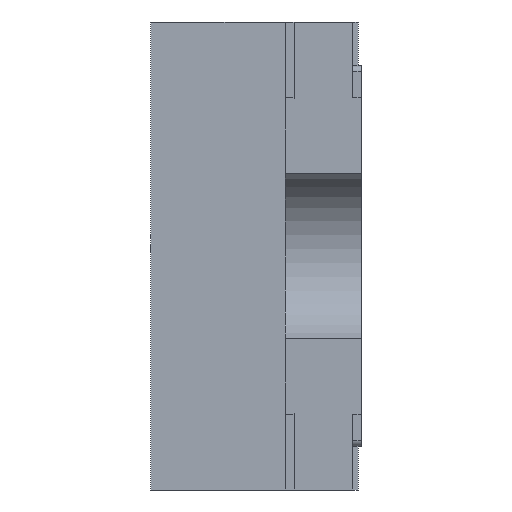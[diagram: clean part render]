
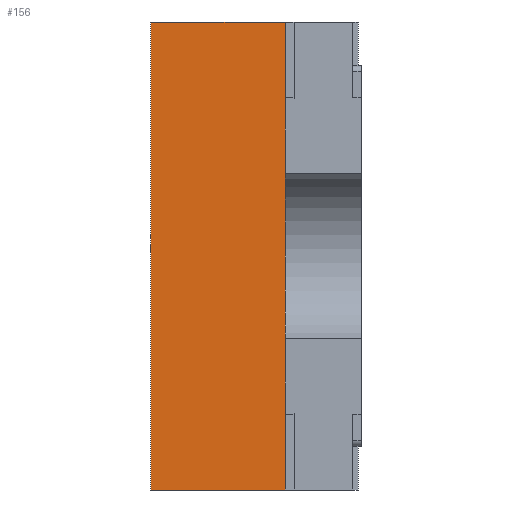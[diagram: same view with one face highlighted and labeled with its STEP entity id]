
A CAD part, left-side view. The second image highlights one B-rep face of the part: STEP entity #156.
In plain terms, the highlighted planar face has unit normal (-1, 0, 0).
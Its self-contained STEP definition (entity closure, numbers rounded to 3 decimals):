
#42 = AXIS2_PLACEMENT_3D ( 'NONE', #301, #293, #291 ) ;
#156 = ADVANCED_FACE ( 'NONE', ( #1862 ), #297, .F. ) ;
#291 = DIRECTION ( 'NONE',  ( 0., 0., -1. ) ) ;
#293 = DIRECTION ( 'NONE',  ( 1., 0., 0. ) ) ;
#297 = PLANE ( 'NONE',  #42 ) ;
#301 = CARTESIAN_POINT ( 'NONE',  ( -0.6, 0.36, 0.4 ) ) ;
#441 = EDGE_CURVE ( 'NONE', #1733, #1742, #1896, .T. ) ;
#583 = DIRECTION ( 'NONE',  ( 0., -1., 0. ) ) ;
#587 = CARTESIAN_POINT ( 'NONE',  ( -0.6, 0.36, -0.4 ) ) ;
#606 = CARTESIAN_POINT ( 'NONE',  ( -0.6, 0.36, 0.4 ) ) ;
#607 = DIRECTION ( 'NONE',  ( 0., -1., 0. ) ) ;
#765 = CARTESIAN_POINT ( 'NONE',  ( -0.6, 0.13, -0.4 ) ) ;
#766 = DIRECTION ( 'NONE',  ( 0., 0., -1. ) ) ;
#783 = CARTESIAN_POINT ( 'NONE',  ( -0.6, 0.36, 0.4 ) ) ;
#790 = DIRECTION ( 'NONE',  ( 0., 0., -1. ) ) ;
#976 = CARTESIAN_POINT ( 'NONE',  ( -0.6, 0.13, 0.4 ) ) ;
#977 = CARTESIAN_POINT ( 'NONE',  ( -0.6, 0.36, -0.4 ) ) ;
#986 = CARTESIAN_POINT ( 'NONE',  ( -0.6, 0.13, -0.4 ) ) ;
#991 = CARTESIAN_POINT ( 'NONE',  ( -0.6, 0.36, 0.4 ) ) ;
#1113 = LINE ( 'NONE', #783, #1138 ) ;
#1115 = LINE ( 'NONE', #765, #1118 ) ;
#1118 = VECTOR ( 'NONE', #766, 1000. ) ;
#1138 = VECTOR ( 'NONE', #790, 1000. ) ;
#1333 = EDGE_CURVE ( 'NONE', #1747, #1732, #1907, .T. ) ;
#1405 = EDGE_CURVE ( 'NONE', #1732, #1742, #1115, .T. ) ;
#1416 = EDGE_CURVE ( 'NONE', #1747, #1733, #1113, .T. ) ;
#1461 = ORIENTED_EDGE ( 'NONE', *, *, #441, .T. ) ;
#1462 = ORIENTED_EDGE ( 'NONE', *, *, #1333, .F. ) ;
#1478 = EDGE_LOOP ( 'NONE', ( #1577, #1462, #1491, #1461 ) ) ;
#1491 = ORIENTED_EDGE ( 'NONE', *, *, #1416, .T. ) ;
#1577 = ORIENTED_EDGE ( 'NONE', *, *, #1405, .F. ) ;
#1732 = VERTEX_POINT ( 'NONE', #976 ) ;
#1733 = VERTEX_POINT ( 'NONE', #977 ) ;
#1742 = VERTEX_POINT ( 'NONE', #986 ) ;
#1747 = VERTEX_POINT ( 'NONE', #991 ) ;
#1862 = FACE_OUTER_BOUND ( 'NONE', #1478, .T. ) ;
#1895 = VECTOR ( 'NONE', #583, 1000. ) ;
#1896 = LINE ( 'NONE', #587, #1895 ) ;
#1907 = LINE ( 'NONE', #606, #1910 ) ;
#1910 = VECTOR ( 'NONE', #607, 1000. ) ;
